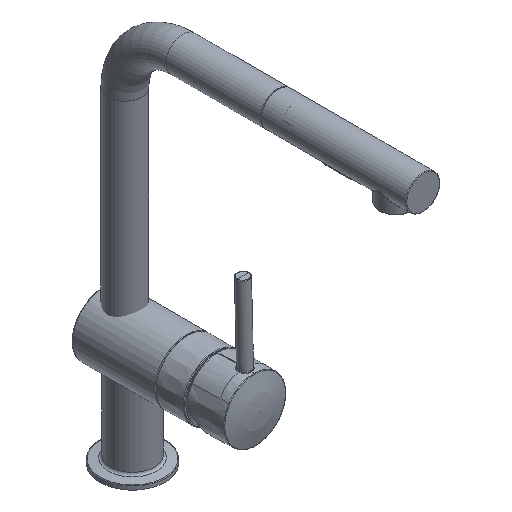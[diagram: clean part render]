
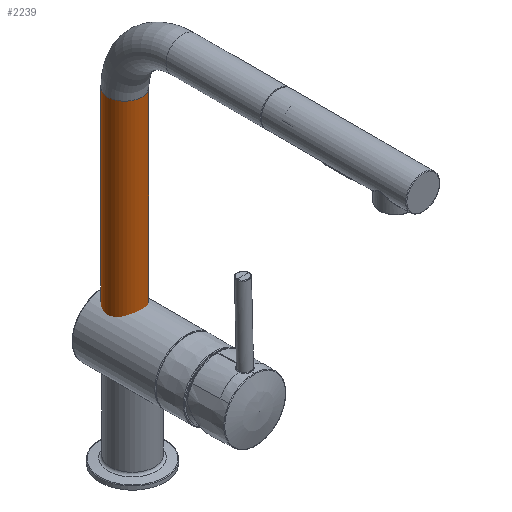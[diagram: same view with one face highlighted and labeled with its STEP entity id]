
A CAD part, isometric view. The second image highlights one B-rep face of the part: STEP entity #2239.
In plain terms, the highlighted cylindrical face has radius 14 mm (diameter 28 mm), a full revolution.
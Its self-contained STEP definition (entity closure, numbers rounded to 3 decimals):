
#657=ORIENTED_EDGE('',*,*,#999,.F.);
#658=ORIENTED_EDGE('',*,*,#1000,.T.);
#999=EDGE_CURVE('',#1242,#1242,#1352,.F.);
#1000=EDGE_CURVE('',#1243,#1243,#1353,.F.);
#1242=VERTEX_POINT('',#6221);
#1243=VERTEX_POINT('',#6224);
#1352=CIRCLE('',#2371,14.);
#1353=CIRCLE('',#2373,14.);
#1459=EDGE_LOOP('',(#657));
#1460=EDGE_LOOP('',(#658));
#1583=FACE_BOUND('',#1459,.T.);
#1584=FACE_BOUND('',#1460,.T.);
#1635=CYLINDRICAL_SURFACE('',#2372,14.);
#2239=ADVANCED_FACE('',(#1583,#1584),#1635,.T.);
#2371=AXIS2_PLACEMENT_3D('',#6220,#2585,#2586);
#2372=AXIS2_PLACEMENT_3D('',#6222,#2587,#2588);
#2373=AXIS2_PLACEMENT_3D('',#6223,#2589,#2590);
#2585=DIRECTION('',(0.,0.,-1.));
#2586=DIRECTION('',(0.,-1.,0.));
#2587=DIRECTION('',(0.,0.,1.));
#2588=DIRECTION('',(0.,-1.,0.));
#2589=DIRECTION('',(0.,0.,-1.));
#2590=DIRECTION('',(0.,-1.,0.));
#6220=CARTESIAN_POINT('',(0.,31.4,177.5));
#6221=CARTESIAN_POINT('',(0.,17.4,177.5));
#6222=CARTESIAN_POINT('',(0.,31.4,19.5));
#6223=CARTESIAN_POINT('',(0.,31.4,19.5));
#6224=CARTESIAN_POINT('',(0.,17.4,19.5));
